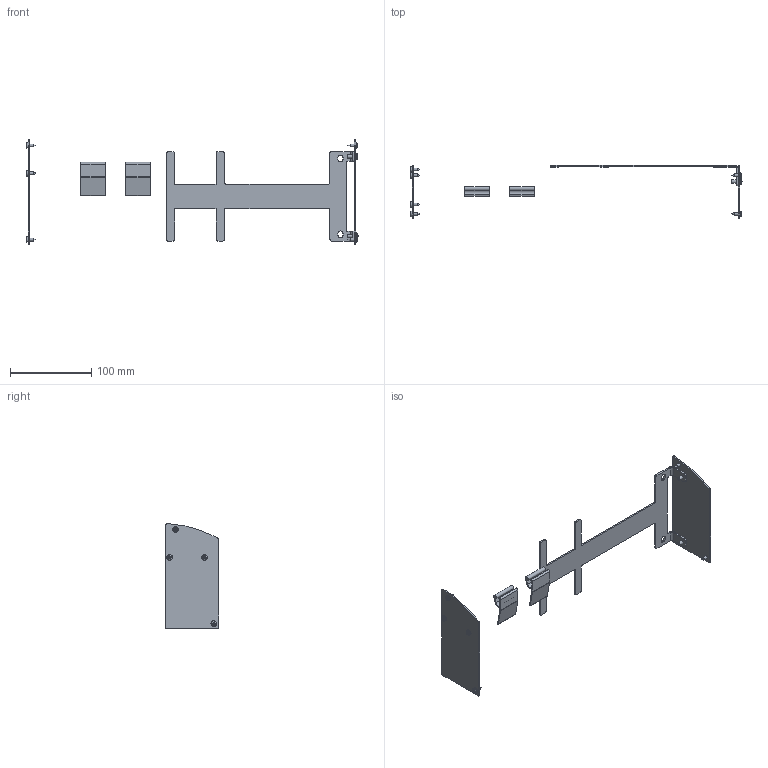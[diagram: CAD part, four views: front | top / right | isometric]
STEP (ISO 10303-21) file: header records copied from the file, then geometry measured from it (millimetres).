
FILE_DESCRIPTION(/* description */ (''),/* implementation_level */ '2;1');
FILE_NAME(/* name */ '11266M.stp',/* time_stamp */ '2022-10-27T09:28:49+02:00',/* author */ ('Giuliano'),/* organization */ (''),/* preprocessor_version */ 'ST-DEVELOPER v18.1',/* originating_system */ 'Autodesk Inventor 2021',/* authorisation */ '');
FILE_SCHEMA (('AUTOMOTIVE_DESIGN { 1 0 10303 214 3 1 1 }'));
Length unit declared in the file: millimetre
Products named in the file (7): Ensemble1; 25919; 25979; ISO 7045 - M4 x 10 - 4.8 - H; ISO 7049 - ST 3,5 x 9,5 - C - Z; 25866; 25977
Assembly tree (13 placements, depth 2):
  Ensemble1
    25866  x2
    25919
    25979
    ISO 7049 - ST 3,5 x 9,5 - C - Z  x6
    ISO 7045 - M4 x 10 - 4.8 - H  x2
    25977
Bounding box: 408.61 x 65.7 x 129.29 mm (x, y, z)
Volume: 52023.5 mm3; surface area: 66234.7 mm2
Topology: 13 solids, 13 shells, 442 faces, 1200 edges, 786 vertices
Faces by surface type: plane 196, cone 114, cylinder 88, torus 36, sphere 8
Full cylindrical faces by diameter (mm): 3.242 x2, 3.5 x6, 3.621 x2, 4 x2, 4.5 x4
Entity records: 7170 total; most frequent: CARTESIAN_POINT 1656, DIRECTION 1130, ORIENTED_EDGE 1092, EDGE_CURVE 546, AXIS2_PLACEMENT_3D 431, VERTEX_POINT 361, LINE 268, VECTOR 268
